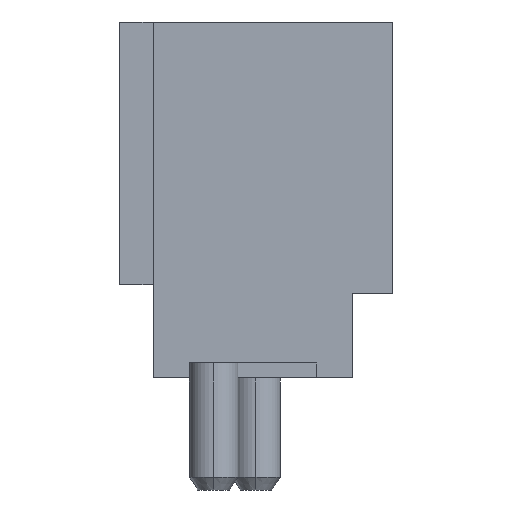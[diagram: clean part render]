
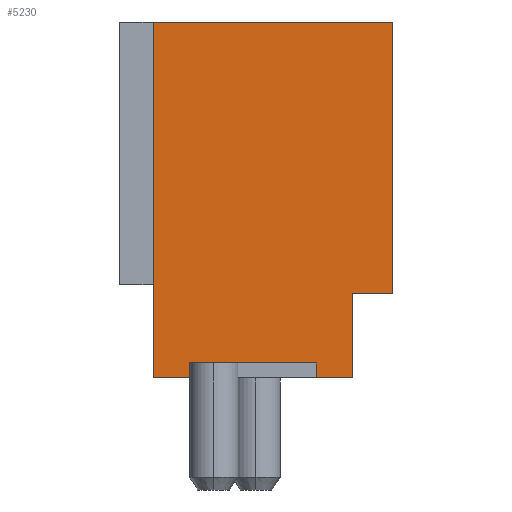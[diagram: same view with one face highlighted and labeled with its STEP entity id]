
A CAD part, left-side view. The second image highlights one B-rep face of the part: STEP entity #5230.
In plain terms, the highlighted planar face has unit normal (-1, 0, 0).
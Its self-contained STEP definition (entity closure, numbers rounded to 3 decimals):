
#1=DIRECTION('',(0.,0.,-1.));
#2=VECTOR('',#1,8.4);
#3=CARTESIAN_POINT('',(-8.45,2.425,4.2));
#4=LINE('',#3,#2);
#5=DIRECTION('',(0.,-1.,0.));
#6=VECTOR('',#5,5.65);
#7=CARTESIAN_POINT('',(-8.45,2.425,4.2));
#8=LINE('',#7,#6);
#9=DIRECTION('',(0.,0.,-1.));
#10=VECTOR('',#9,6.4);
#11=CARTESIAN_POINT('',(-8.45,-3.225,4.2));
#12=LINE('',#11,#10);
#13=DIRECTION('',(0.,1.,0.));
#14=VECTOR('',#13,0.95);
#15=CARTESIAN_POINT('',(-8.45,-3.225,-2.2));
#16=LINE('',#15,#14);
#17=DIRECTION('',(0.,0.,1.));
#18=VECTOR('',#17,2.);
#19=CARTESIAN_POINT('',(-8.45,-2.275,-4.2));
#20=LINE('',#19,#18);
#21=DIRECTION('',(0.,1.,0.));
#22=VECTOR('',#21,0.85);
#23=CARTESIAN_POINT('',(-8.45,-2.275,-4.2));
#24=LINE('',#23,#22);
#25=DIRECTION('',(0.,0.,1.));
#26=VECTOR('',#25,0.35);
#27=CARTESIAN_POINT('',(-8.45,-1.425,-4.2));
#28=LINE('',#27,#26);
#29=DIRECTION('',(0.,1.,0.));
#30=VECTOR('',#29,3.);
#31=CARTESIAN_POINT('',(-8.45,-1.425,-3.85));
#32=LINE('',#31,#30);
#33=DIRECTION('',(0.,0.,1.));
#34=VECTOR('',#33,0.35);
#35=CARTESIAN_POINT('',(-8.45,1.575,-4.2));
#36=LINE('',#35,#34);
#37=DIRECTION('',(0.,1.,0.));
#38=VECTOR('',#37,0.85);
#39=CARTESIAN_POINT('',(-8.45,1.575,-4.2));
#40=LINE('',#39,#38);
#3947=CARTESIAN_POINT('',(-8.45,-2.275,-4.2));
#3948=CARTESIAN_POINT('',(-8.45,-2.275,-2.2));
#3949=VERTEX_POINT('',#3947);
#3950=VERTEX_POINT('',#3948);
#3951=CARTESIAN_POINT('',(-8.45,-3.225,-2.2));
#3952=VERTEX_POINT('',#3951);
#3953=CARTESIAN_POINT('',(-8.45,-3.225,4.2));
#3954=VERTEX_POINT('',#3953);
#4147=CARTESIAN_POINT('',(-8.45,-1.425,-3.85));
#4148=CARTESIAN_POINT('',(-8.45,1.575,-3.85));
#4149=VERTEX_POINT('',#4147);
#4150=VERTEX_POINT('',#4148);
#4151=CARTESIAN_POINT('',(-8.45,-1.425,-4.2));
#4152=VERTEX_POINT('',#4151);
#4153=CARTESIAN_POINT('',(-8.45,1.575,-4.2));
#4154=VERTEX_POINT('',#4153);
#4321=CARTESIAN_POINT('',(-8.45,2.425,4.2));
#4322=CARTESIAN_POINT('',(-8.45,2.425,-4.2));
#4323=VERTEX_POINT('',#4321);
#4324=VERTEX_POINT('',#4322);
#5203=CARTESIAN_POINT('',(-8.45,0.,0.));
#5204=DIRECTION('',(1.,0.,0.));
#5205=DIRECTION('',(0.,-1.,0.));
#5206=AXIS2_PLACEMENT_3D('',#5203,#5204,#5205);
#5207=PLANE('',#5206);
#5209=ORIENTED_EDGE('',*,*,#5208,.F.);
#5211=ORIENTED_EDGE('',*,*,#5210,.T.);
#5213=ORIENTED_EDGE('',*,*,#5212,.T.);
#5215=ORIENTED_EDGE('',*,*,#5214,.T.);
#5217=ORIENTED_EDGE('',*,*,#5216,.F.);
#5219=ORIENTED_EDGE('',*,*,#5218,.T.);
#5221=ORIENTED_EDGE('',*,*,#5220,.T.);
#5223=ORIENTED_EDGE('',*,*,#5222,.T.);
#5225=ORIENTED_EDGE('',*,*,#5224,.F.);
#5227=ORIENTED_EDGE('',*,*,#5226,.T.);
#5228=EDGE_LOOP('',(#5209,#5211,#5213,#5215,#5217,#5219,#5221,#5223,#5225,
#5227));
#5229=FACE_OUTER_BOUND('',#5228,.F.);
#5230=ADVANCED_FACE('',(#5229),#5207,.F.);
#5208=EDGE_CURVE('',#4323,#4324,#4,.T.);
#5210=EDGE_CURVE('',#4323,#3954,#8,.T.);
#5212=EDGE_CURVE('',#3954,#3952,#12,.T.);
#5214=EDGE_CURVE('',#3952,#3950,#16,.T.);
#5216=EDGE_CURVE('',#3949,#3950,#20,.T.);
#5218=EDGE_CURVE('',#3949,#4152,#24,.T.);
#5220=EDGE_CURVE('',#4152,#4149,#28,.T.);
#5222=EDGE_CURVE('',#4149,#4150,#32,.T.);
#5224=EDGE_CURVE('',#4154,#4150,#36,.T.);
#5226=EDGE_CURVE('',#4154,#4324,#40,.T.);
